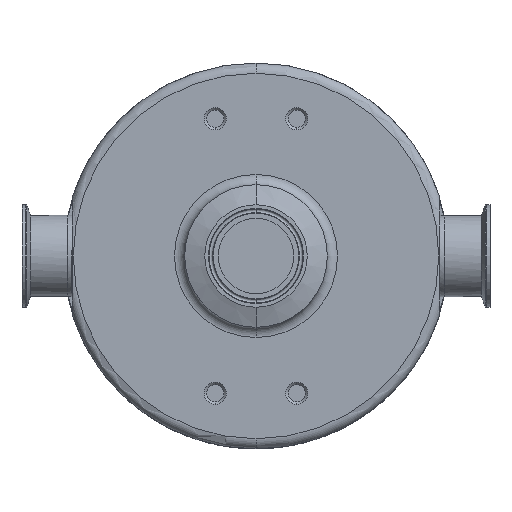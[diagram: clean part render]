
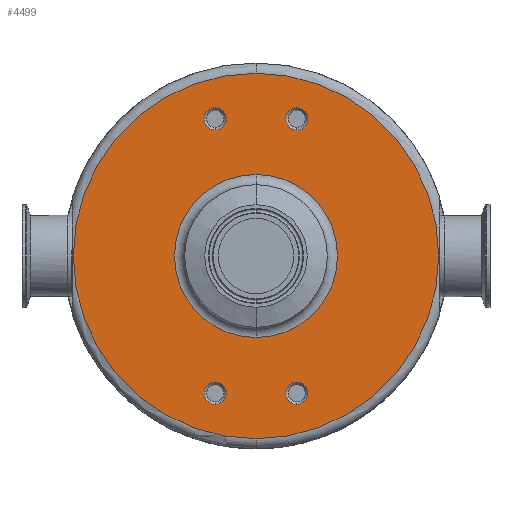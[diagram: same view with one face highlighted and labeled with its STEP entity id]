
A CAD part, front view. The second image highlights one B-rep face of the part: STEP entity #4499.
In plain terms, the highlighted planar face has unit normal (0, -1, 0).
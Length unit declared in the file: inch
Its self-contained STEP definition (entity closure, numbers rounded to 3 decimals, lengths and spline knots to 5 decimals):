
#402 = CARTESIAN_POINT ( 'NONE',  ( 1., -1.57, -3.1 ) ) ;
#419 = CIRCLE ( 'NONE', #12063, 0.27 ) ;
#467 = CIRCLE ( 'NONE', #11085, 2. ) ;
#485 = DIRECTION ( 'NONE',  ( 0., -1., 0. ) ) ;
#505 = VERTEX_POINT ( 'NONE', #1969 ) ;
#578 = DIRECTION ( 'NONE',  ( 0., 0., -1. ) ) ;
#656 = EDGE_LOOP ( 'NONE', ( #5356, #2547 ) ) ;
#697 = EDGE_CURVE ( 'NONE', #505, #4706, #4114, .T. ) ;
#732 = FACE_BOUND ( 'NONE', #11450, .T. ) ;
#801 = DIRECTION ( 'NONE',  ( 0., 0., 1. ) ) ;
#855 = DIRECTION ( 'NONE',  ( 0., -1., 0. ) ) ;
#905 = EDGE_LOOP ( 'NONE', ( #1206, #10983 ) ) ;
#1053 = DIRECTION ( 'NONE',  ( 0., 0., -1. ) ) ;
#1094 = ORIENTED_EDGE ( 'NONE', *, *, #5633, .F. ) ;
#1206 = ORIENTED_EDGE ( 'NONE', *, *, #8016, .F. ) ;
#1303 = DIRECTION ( 'NONE',  ( 0., -1., 0. ) ) ;
#1600 = DIRECTION ( 'NONE',  ( 0., 0., 1. ) ) ;
#1632 = FACE_OUTER_BOUND ( 'NONE', #3955, .T. ) ;
#1654 = AXIS2_PLACEMENT_3D ( 'NONE', #5145, #7363, #9046 ) ;
#1859 = EDGE_CURVE ( 'NONE', #11838, #2320, #9311, .T. ) ;
#1867 = ORIENTED_EDGE ( 'NONE', *, *, #4741, .F. ) ;
#1969 = CARTESIAN_POINT ( 'NONE',  ( 0., -1.57, -4.485 ) ) ;
#2131 = DIRECTION ( 'NONE',  ( 0., -1., 0. ) ) ;
#2207 = CARTESIAN_POINT ( 'NONE',  ( 1., -1.57, -3.37 ) ) ;
#2226 = DIRECTION ( 'NONE',  ( 0., 1., 0. ) ) ;
#2236 = VERTEX_POINT ( 'NONE', #12676 ) ;
#2307 = CARTESIAN_POINT ( 'NONE',  ( -1., -1.57, 3.37 ) ) ;
#2320 = VERTEX_POINT ( 'NONE', #7400 ) ;
#2325 = EDGE_CURVE ( 'NONE', #5616, #11071, #419, .T. ) ;
#2369 = AXIS2_PLACEMENT_3D ( 'NONE', #7750, #4006, #1053 ) ;
#2427 = CARTESIAN_POINT ( 'NONE',  ( 1., -1.57, 3.64 ) ) ;
#2547 = ORIENTED_EDGE ( 'NONE', *, *, #1859, .F. ) ;
#2598 = CARTESIAN_POINT ( 'NONE',  ( 0., -1.57, 0. ) ) ;
#2757 = DIRECTION ( 'NONE',  ( 0., -1., 0. ) ) ;
#2765 = PLANE ( 'NONE',  #5555 ) ;
#2778 = CARTESIAN_POINT ( 'NONE',  ( -1., -1.57, -3.37 ) ) ;
#2992 = AXIS2_PLACEMENT_3D ( 'NONE', #12207, #485, #8082 ) ;
#3000 = AXIS2_PLACEMENT_3D ( 'NONE', #2778, #4458, #7503 ) ;
#3266 = ORIENTED_EDGE ( 'NONE', *, *, #4364, .F. ) ;
#3319 = DIRECTION ( 'NONE',  ( 0., -1., 0. ) ) ;
#3391 = VERTEX_POINT ( 'NONE', #9446 ) ;
#3550 = CARTESIAN_POINT ( 'NONE',  ( 2., -1.57, 0. ) ) ;
#3645 = CARTESIAN_POINT ( 'NONE',  ( 0., -1.57, 2. ) ) ;
#3780 = CARTESIAN_POINT ( 'NONE',  ( -1., -1.57, -3.37 ) ) ;
#3801 = DIRECTION ( 'NONE',  ( 0., 1., 0. ) ) ;
#3955 = EDGE_LOOP ( 'NONE', ( #1867, #11658 ) ) ;
#4006 = DIRECTION ( 'NONE',  ( 0., -1., 0. ) ) ;
#4114 = CIRCLE ( 'NONE', #9430, 4.485 ) ;
#4364 = EDGE_CURVE ( 'NONE', #11071, #5616, #11459, .T. ) ;
#4458 = DIRECTION ( 'NONE',  ( 0., -1., 0. ) ) ;
#4499 = ADVANCED_FACE ( 'Defeatured_0_11', ( #11606, #9482, #12319, #732, #5683, #1632 ), #2765, .T. ) ;
#4615 = EDGE_LOOP ( 'NONE', ( #8999, #12035 ) ) ;
#4706 = VERTEX_POINT ( 'NONE', #4980 ) ;
#4741 = EDGE_CURVE ( 'NONE', #4706, #505, #4920, .T. ) ;
#4798 = EDGE_CURVE ( 'NONE', #3391, #12337, #5135, .T. ) ;
#4835 = DIRECTION ( 'NONE',  ( 0., 0., 1. ) ) ;
#4920 = CIRCLE ( 'NONE', #11678, 4.485 ) ;
#4980 = CARTESIAN_POINT ( 'NONE',  ( 0., -1.57, 4.485 ) ) ;
#5135 = CIRCLE ( 'NONE', #9816, 2. ) ;
#5145 = CARTESIAN_POINT ( 'NONE',  ( -1., -1.57, 3.37 ) ) ;
#5356 = ORIENTED_EDGE ( 'NONE', *, *, #7172, .F. ) ;
#5555 = AXIS2_PLACEMENT_3D ( 'NONE', #3550, #855, #7425 ) ;
#5616 = VERTEX_POINT ( 'NONE', #12011 ) ;
#5633 = EDGE_CURVE ( 'NONE', #9142, #2236, #6394, .T. ) ;
#5683 = FACE_BOUND ( 'NONE', #4615, .T. ) ;
#5821 = ORIENTED_EDGE ( 'NONE', *, *, #2325, .F. ) ;
#5938 = ORIENTED_EDGE ( 'NONE', *, *, #9251, .F. ) ;
#6315 = EDGE_CURVE ( 'NONE', #12337, #3391, #467, .T. ) ;
#6394 = CIRCLE ( 'NONE', #12312, 0.27 ) ;
#6669 = DIRECTION ( 'NONE',  ( 0., 0., -1. ) ) ;
#6682 = CIRCLE ( 'NONE', #3000, 0.27 ) ;
#6855 = CARTESIAN_POINT ( 'NONE',  ( 1., -1.57, -3.37 ) ) ;
#7079 = CARTESIAN_POINT ( 'NONE',  ( 0., -1.57, 0. ) ) ;
#7172 = EDGE_CURVE ( 'NONE', #2320, #11838, #12406, .T. ) ;
#7363 = DIRECTION ( 'NONE',  ( 0., -1., 0. ) ) ;
#7400 = CARTESIAN_POINT ( 'NONE',  ( 1., -1.57, -3.64 ) ) ;
#7425 = DIRECTION ( 'NONE',  ( 0., 0., -1. ) ) ;
#7503 = DIRECTION ( 'NONE',  ( 0., 0., -1. ) ) ;
#7745 = CARTESIAN_POINT ( 'NONE',  ( 0., -1.57, 0. ) ) ;
#7750 = CARTESIAN_POINT ( 'NONE',  ( 1., -1.57, 3.37 ) ) ;
#8016 = EDGE_CURVE ( 'NONE', #9906, #8762, #10530, .T. ) ;
#8065 = DIRECTION ( 'NONE',  ( 0., 0., -1. ) ) ;
#8082 = DIRECTION ( 'NONE',  ( 0., 0., -1. ) ) ;
#8165 = CARTESIAN_POINT ( 'NONE',  ( -1., -1.57, 3.64 ) ) ;
#8222 = DIRECTION ( 'NONE',  ( 0., 0., 1. ) ) ;
#8501 = AXIS2_PLACEMENT_3D ( 'NONE', #2207, #1303, #8065 ) ;
#8570 = EDGE_LOOP ( 'NONE', ( #5938, #1094 ) ) ;
#8762 = VERTEX_POINT ( 'NONE', #2427 ) ;
#8935 = CARTESIAN_POINT ( 'NONE',  ( 1., -1.57, 3.1 ) ) ;
#8999 = ORIENTED_EDGE ( 'NONE', *, *, #6315, .T. ) ;
#9046 = DIRECTION ( 'NONE',  ( 0., 0., -1. ) ) ;
#9052 = EDGE_CURVE ( 'NONE', #8762, #9906, #9523, .T. ) ;
#9054 = CARTESIAN_POINT ( 'NONE',  ( -1., -1.57, -3.1 ) ) ;
#9142 = VERTEX_POINT ( 'NONE', #9054 ) ;
#9143 = CARTESIAN_POINT ( 'NONE',  ( 0., -1.57, 0. ) ) ;
#9251 = EDGE_CURVE ( 'NONE', #2236, #9142, #6682, .T. ) ;
#9311 = CIRCLE ( 'NONE', #9924, 0.27 ) ;
#9331 = DIRECTION ( 'NONE',  ( 0., 1., 0. ) ) ;
#9430 = AXIS2_PLACEMENT_3D ( 'NONE', #2598, #3801, #801 ) ;
#9446 = CARTESIAN_POINT ( 'NONE',  ( 0., -1.57, -2. ) ) ;
#9482 = FACE_BOUND ( 'NONE', #656, .T. ) ;
#9523 = CIRCLE ( 'NONE', #2992, 0.27 ) ;
#9816 = AXIS2_PLACEMENT_3D ( 'NONE', #7745, #11496, #4835 ) ;
#9860 = DIRECTION ( 'NONE',  ( 0., 0., -1. ) ) ;
#9906 = VERTEX_POINT ( 'NONE', #8935 ) ;
#9924 = AXIS2_PLACEMENT_3D ( 'NONE', #6855, #2131, #9860 ) ;
#10530 = CIRCLE ( 'NONE', #2369, 0.27 ) ;
#10983 = ORIENTED_EDGE ( 'NONE', *, *, #9052, .F. ) ;
#11071 = VERTEX_POINT ( 'NONE', #8165 ) ;
#11085 = AXIS2_PLACEMENT_3D ( 'NONE', #9143, #9331, #1600 ) ;
#11450 = EDGE_LOOP ( 'NONE', ( #5821, #3266 ) ) ;
#11459 = CIRCLE ( 'NONE', #1654, 0.27 ) ;
#11496 = DIRECTION ( 'NONE',  ( 0., 1., 0. ) ) ;
#11606 = FACE_BOUND ( 'NONE', #905, .T. ) ;
#11658 = ORIENTED_EDGE ( 'NONE', *, *, #697, .F. ) ;
#11678 = AXIS2_PLACEMENT_3D ( 'NONE', #7079, #2226, #8222 ) ;
#11838 = VERTEX_POINT ( 'NONE', #402 ) ;
#12011 = CARTESIAN_POINT ( 'NONE',  ( -1., -1.57, 3.1 ) ) ;
#12035 = ORIENTED_EDGE ( 'NONE', *, *, #4798, .T. ) ;
#12063 = AXIS2_PLACEMENT_3D ( 'NONE', #2307, #3319, #578 ) ;
#12207 = CARTESIAN_POINT ( 'NONE',  ( 1., -1.57, 3.37 ) ) ;
#12312 = AXIS2_PLACEMENT_3D ( 'NONE', #3780, #2757, #6669 ) ;
#12319 = FACE_BOUND ( 'NONE', #8570, .T. ) ;
#12337 = VERTEX_POINT ( 'NONE', #3645 ) ;
#12406 = CIRCLE ( 'NONE', #8501, 0.27 ) ;
#12676 = CARTESIAN_POINT ( 'NONE',  ( -1., -1.57, -3.64 ) ) ;
